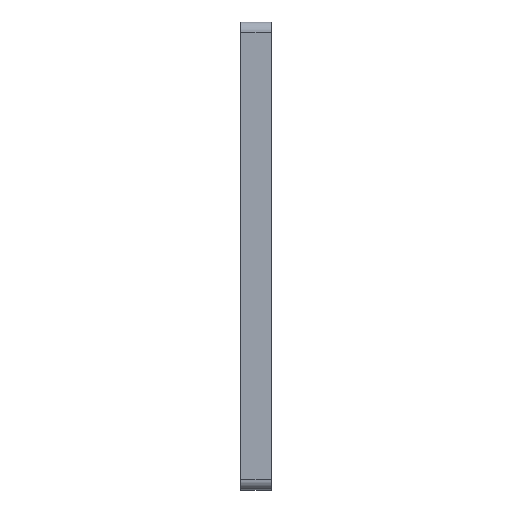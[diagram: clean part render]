
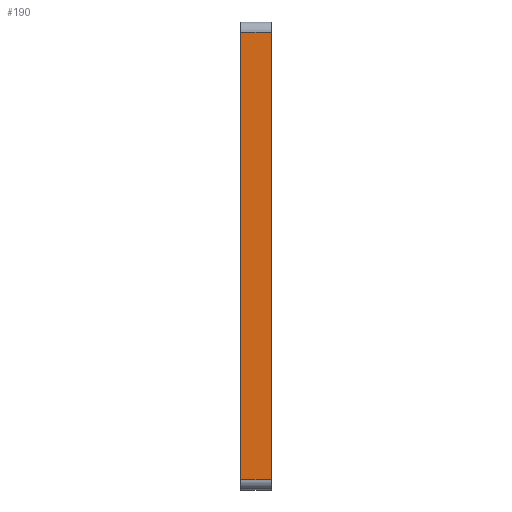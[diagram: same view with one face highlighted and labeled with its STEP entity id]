
A CAD part, left-side view. The second image highlights one B-rep face of the part: STEP entity #190.
In plain terms, the highlighted planar face has unit normal (-1, 0, 0).
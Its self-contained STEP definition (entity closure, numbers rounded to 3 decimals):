
#190 = ADVANCED_FACE ( 'NONE', ( #8372 ), #3484, .F. ) ;
#543 = DIRECTION ( 'NONE',  ( 1., 0., 0. ) ) ;
#601 = ORIENTED_EDGE ( 'NONE', *, *, #13050, .T. ) ;
#656 = CARTESIAN_POINT ( 'NONE',  ( -46., 6., -44. ) ) ;
#731 = ORIENTED_EDGE ( 'NONE', *, *, #13592, .F. ) ;
#1661 = LINE ( 'NONE', #12479, #6321 ) ;
#2337 = DIRECTION ( 'NONE',  ( 0., 0., 1. ) ) ;
#3484 = PLANE ( 'NONE',  #7107 ) ;
#3605 = VERTEX_POINT ( 'NONE', #5929 ) ;
#3792 = EDGE_LOOP ( 'NONE', ( #731, #12092, #601, #7651 ) ) ;
#4068 = DIRECTION ( 'NONE',  ( 0., 0., 1. ) ) ;
#4130 = EDGE_CURVE ( 'NONE', #12630, #11980, #1661, .T. ) ;
#5826 = CARTESIAN_POINT ( 'NONE',  ( -46., 6., -46. ) ) ;
#5929 = CARTESIAN_POINT ( 'NONE',  ( -46., 6., 44. ) ) ;
#6250 = DIRECTION ( 'NONE',  ( 0., 0., -1. ) ) ;
#6303 = LINE ( 'NONE', #9099, #6980 ) ;
#6321 = VECTOR ( 'NONE', #11548, 1000. ) ;
#6980 = VECTOR ( 'NONE', #4068, 1000. ) ;
#7107 = AXIS2_PLACEMENT_3D ( 'NONE', #5826, #543, #6250 ) ;
#7286 = LINE ( 'NONE', #11964, #8447 ) ;
#7431 = VECTOR ( 'NONE', #7507, 1000. ) ;
#7507 = DIRECTION ( 'NONE',  ( 0., 1., 0. ) ) ;
#7651 = ORIENTED_EDGE ( 'NONE', *, *, #13811, .T. ) ;
#8372 = FACE_OUTER_BOUND ( 'NONE', #3792, .T. ) ;
#8447 = VECTOR ( 'NONE', #2337, 1000. ) ;
#9099 = CARTESIAN_POINT ( 'NONE',  ( -46., 6., -46. ) ) ;
#9384 = CARTESIAN_POINT ( 'NONE',  ( -46., 0., 44. ) ) ;
#9685 = CARTESIAN_POINT ( 'NONE',  ( -46., 6., 44. ) ) ;
#10563 = CARTESIAN_POINT ( 'NONE',  ( -46., 0., -44. ) ) ;
#11548 = DIRECTION ( 'NONE',  ( 0., -1., 0. ) ) ;
#11964 = CARTESIAN_POINT ( 'NONE',  ( -46., 0., -46. ) ) ;
#11980 = VERTEX_POINT ( 'NONE', #10563 ) ;
#12092 = ORIENTED_EDGE ( 'NONE', *, *, #4130, .T. ) ;
#12388 = VERTEX_POINT ( 'NONE', #9384 ) ;
#12479 = CARTESIAN_POINT ( 'NONE',  ( -46., 6., -44. ) ) ;
#12630 = VERTEX_POINT ( 'NONE', #656 ) ;
#12826 = LINE ( 'NONE', #9685, #7431 ) ;
#13050 = EDGE_CURVE ( 'NONE', #11980, #12388, #7286, .T. ) ;
#13592 = EDGE_CURVE ( 'NONE', #12630, #3605, #6303, .T. ) ;
#13811 = EDGE_CURVE ( 'NONE', #12388, #3605, #12826, .T. ) ;
